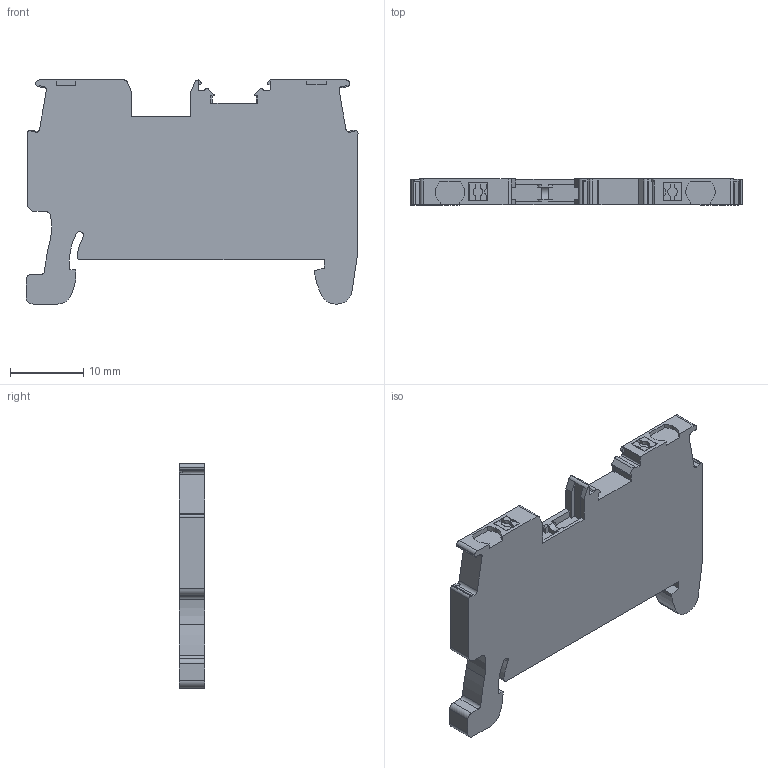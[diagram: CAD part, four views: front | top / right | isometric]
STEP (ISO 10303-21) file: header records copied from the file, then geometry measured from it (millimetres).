
FILE_DESCRIPTION( ( 'Unknown' ), '1' );
FILE_NAME( 'DPT1.5-20190925.stp', 'Unknown', ( 'Unknown' ), ( 'Unknown' ), 'XStep 1.0', 'Unknown', ' ' );
FILE_SCHEMA( ( 'automotive_design' ) );
Length unit declared in the file: millimetre
Products named in the file (1): 2
Bounding box: 45.2 x 3.5 x 30.5 mm (x, y, z)
Volume: 3607.4 mm3; surface area: 2841.9 mm2
Topology: 1 solids, 1 shells, 213 faces, 612 edges, 405 vertices
Faces by surface type: plane 145, cylinder 68
Entity records: 8682 total; most frequent: CARTESIAN_POINT 1231, ORIENTED_EDGE 1224, DIRECTION 1188, EDGE_CURVE 612, LINE 464, VECTOR 464, VERTEX_POINT 405, AXIS2_PLACEMENT_3D 362
